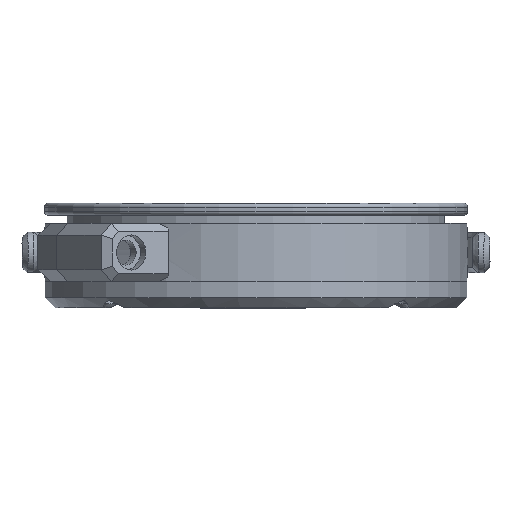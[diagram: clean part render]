
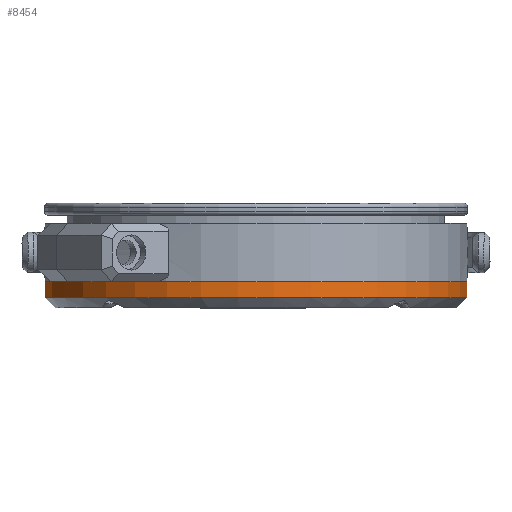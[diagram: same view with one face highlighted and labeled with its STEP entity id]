
A CAD part, front view. The second image highlights one B-rep face of the part: STEP entity #8454.
In plain terms, the highlighted cylindrical face has radius 52.5 mm (diameter 105 mm), a full revolution.
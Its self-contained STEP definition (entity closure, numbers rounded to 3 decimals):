
#1237=FACE_OUTER_BOUND('',#1828,.T.);
#1828=EDGE_LOOP('',(#7162,#7163,#7164,#7165));
#2309=LINE('',#20196,#2782);
#2782=VECTOR('',#10822,52.5);
#3156=CIRCLE('',#9104,52.5);
#3195=CIRCLE('',#9169,52.5);
#3818=VERTEX_POINT('',#19832);
#3870=VERTEX_POINT('',#20190);
#4924=EDGE_CURVE('',#3818,#3818,#3156,.T.);
#5001=EDGE_CURVE('',#3870,#3870,#3195,.T.);
#5004=EDGE_CURVE('',#3870,#3818,#2309,.T.);
#7162=ORIENTED_EDGE('',*,*,#5001,.F.);
#7163=ORIENTED_EDGE('',*,*,#5004,.T.);
#7164=ORIENTED_EDGE('',*,*,#4924,.T.);
#7165=ORIENTED_EDGE('',*,*,#5004,.F.);
#8048=CYLINDRICAL_SURFACE('',#9171,52.5);
#8454=ADVANCED_FACE('',(#1237),#8048,.T.);
#9104=AXIS2_PLACEMENT_3D('',#19833,#10675,#10676);
#9169=AXIS2_PLACEMENT_3D('',#20191,#10814,#10815);
#9171=AXIS2_PLACEMENT_3D('',#20195,#10820,#10821);
#10675=DIRECTION('center_axis',(0.,0.,-1.));
#10676=DIRECTION('ref_axis',(-0.707,0.707,0.));
#10814=DIRECTION('center_axis',(0.,0.,-1.));
#10815=DIRECTION('ref_axis',(-0.707,0.707,0.));
#10820=DIRECTION('center_axis',(0.,0.,-1.));
#10821=DIRECTION('ref_axis',(-0.707,0.707,0.));
#10822=DIRECTION('',(0.,0.,1.));
#19832=CARTESIAN_POINT('',(37.123,-37.123,0.));
#19833=CARTESIAN_POINT('Origin',(0.,0.,0.));
#20190=CARTESIAN_POINT('',(37.123,-37.123,-4.));
#20191=CARTESIAN_POINT('Origin',(0.,0.,-4.));
#20195=CARTESIAN_POINT('Origin',(0.,0.,-1.5));
#20196=CARTESIAN_POINT('',(37.123,-37.123,-1.5));
